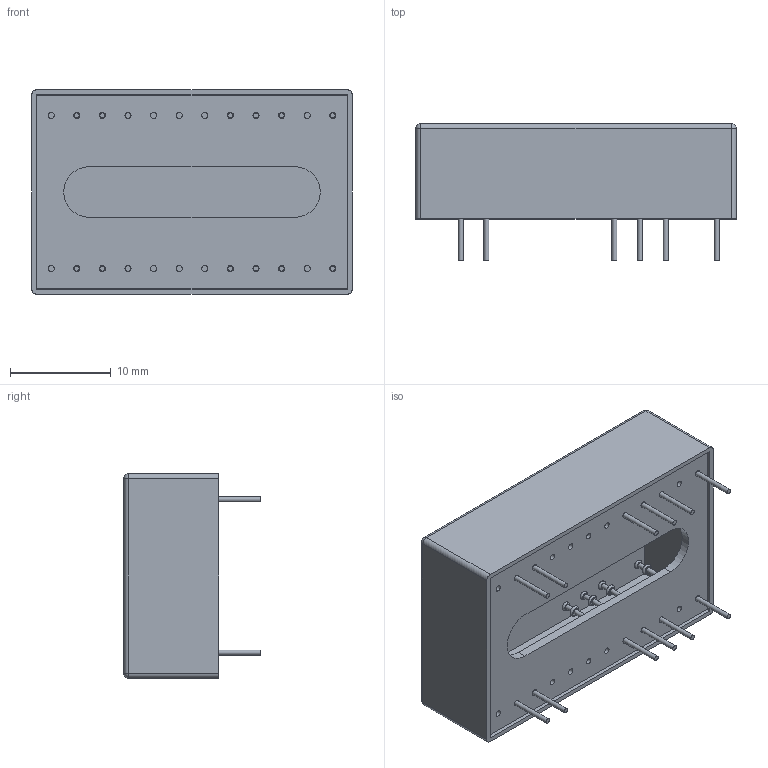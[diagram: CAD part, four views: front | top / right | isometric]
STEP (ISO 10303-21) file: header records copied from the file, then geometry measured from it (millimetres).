
FILE_DESCRIPTION((''),'2;1');
FILE_NAME('Rxx-xxB.stp','2015-02-02T16:12:01',('ching'),(''),'Autodesk Inventor 2013','Autodesk Inventor 2013','');
FILE_SCHEMA(('AUTOMOTIVE_DESIGN { 1 0 10303 214 1 1 1 1 }'));
Length unit declared in the file: millimetre
Products named in the file (4): Rxx-xxB; Case; Base; Pin
Assembly tree (14 placements, depth 2):
  Rxx-xxB
    Case
    Base
    Pin  x12
Bounding box: 31.8 x 13.55 x 20.3 mm (x, y, z)
Volume: 1587.8 mm3; surface area: 4485.3 mm2
Topology: 14 solids, 14 shells, 202 faces, 585 edges, 481 vertices
Faces by surface type: plane 116, cylinder 58, torus 24, sphere 4
Full cylindrical faces by diameter (mm): 0.5 x24, 0.6 x24
Entity records: 5102 total; most frequent: CARTESIAN_POINT 1176, ORIENTED_EDGE 802, DIRECTION 686, EDGE_CURVE 401, VERTEX_POINT 369, VECTOR 236, LINE 236, AXIS2_PLACEMENT_3D 225
